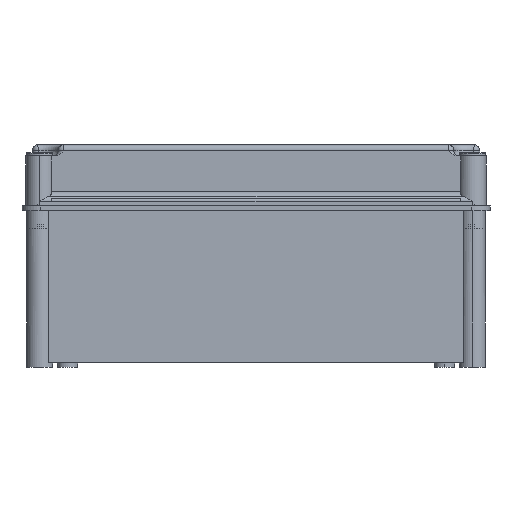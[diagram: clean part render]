
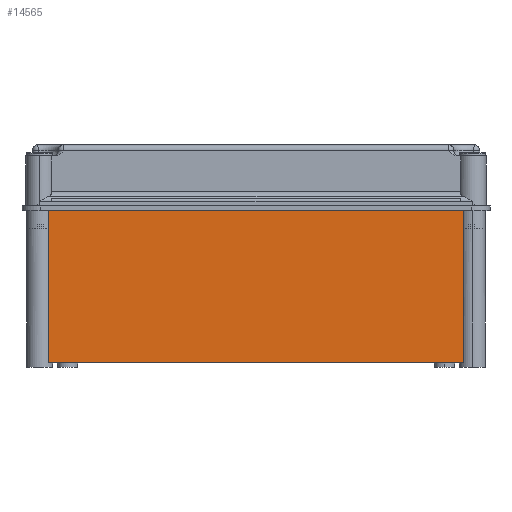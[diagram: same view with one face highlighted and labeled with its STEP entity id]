
A CAD part, left-side view. The second image highlights one B-rep face of the part: STEP entity #14565.
In plain terms, the highlighted planar face has unit normal (-1, 0, 0).
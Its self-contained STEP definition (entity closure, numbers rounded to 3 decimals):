
#11258=DIRECTION('',(0.,0.,-1.));
#11259=VECTOR('',#11258,117.2);
#11260=CARTESIAN_POINT('',(-950.647,721.169,
318.259));
#11261=LINE('',#11260,#11259);
#11403=DIRECTION('',(0.,-1.,0.));
#11404=VECTOR('',#11403,319.771);
#11405=CARTESIAN_POINT('',(-950.647,721.169,
318.259));
#11406=LINE('',#11405,#11404);
#11410=DIRECTION('',(0.,1.,0.));
#11411=VECTOR('',#11410,319.771);
#11412=CARTESIAN_POINT('',(-950.647,401.398,
201.059));
#11413=LINE('',#11412,#11411);
#11417=DIRECTION('',(0.,0.,1.));
#11418=VECTOR('',#11417,117.2);
#11419=CARTESIAN_POINT('',(-950.647,401.398,
201.059));
#11420=LINE('',#11419,#11418);
#13521=CARTESIAN_POINT('',(-950.647,721.169,
201.059));
#13523=VERTEX_POINT('',#13521);
#13526=CARTESIAN_POINT('',(-950.647,721.169,
318.259));
#13527=VERTEX_POINT('',#13526);
#13532=CARTESIAN_POINT('',(-950.647,401.398,
201.059));
#13533=VERTEX_POINT('',#13532);
#13652=CARTESIAN_POINT('',(-950.647,401.398,
318.259));
#13653=VERTEX_POINT('',#13652);
#14553=CARTESIAN_POINT('',(-950.647,398.033,
318.259));
#14554=DIRECTION('',(-1.,0.,0.));
#14555=DIRECTION('',(0.,1.,0.));
#14556=AXIS2_PLACEMENT_3D('',#14553,#14554,#14555);
#14557=PLANE('',#14556);
#14558=ORIENTED_EDGE('',*,*,#14199,.T.);
#14560=ORIENTED_EDGE('',*,*,#14559,.F.);
#14561=ORIENTED_EDGE('',*,*,#14294,.T.);
#14562=ORIENTED_EDGE('',*,*,#14418,.F.);
#14563=EDGE_LOOP('',(#14558,#14560,#14561,#14562));
#14564=FACE_OUTER_BOUND('',#14563,.F.);
#14199=EDGE_CURVE('',#13527,#13653,#11406,.T.);
#14294=EDGE_CURVE('',#13533,#13523,#11413,.T.);
#14418=EDGE_CURVE('',#13527,#13523,#11261,.T.);
#14559=EDGE_CURVE('',#13533,#13653,#11420,.T.);
#14565=ADVANCED_FACE('',(#14564),#14557,.T.);
